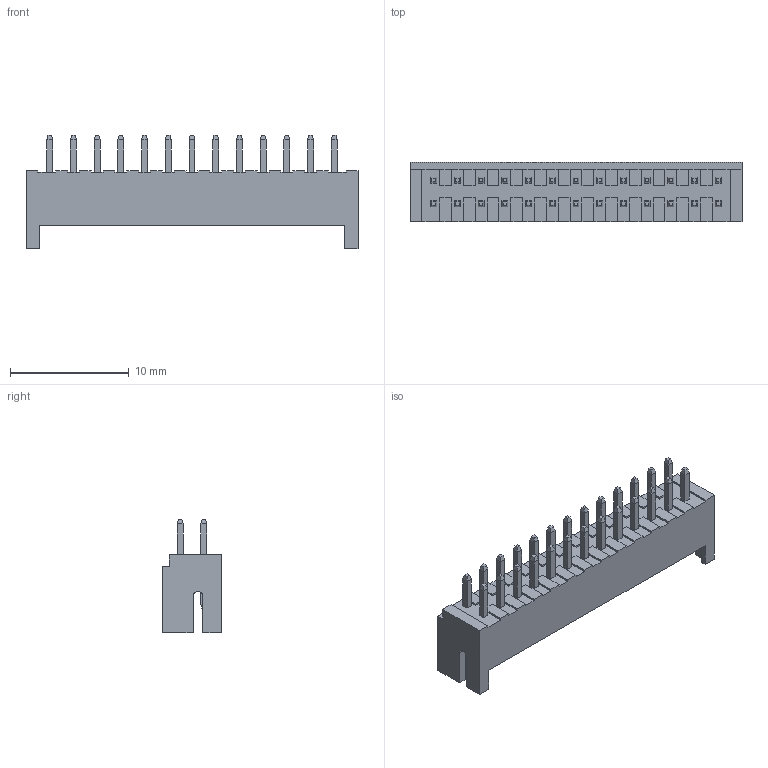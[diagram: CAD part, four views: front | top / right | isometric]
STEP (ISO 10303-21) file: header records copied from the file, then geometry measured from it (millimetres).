
FILE_DESCRIPTION(('OneSpaceDesigner STEP Export'),'2;1');
FILE_NAME('DF11-26DP-2DSA.stp','2007-03-22T 9:46:01',(''),(''),'OneSpace Designer STEP processor (Jan. 2003) for AP214(CD)(Solid Model)','OneSpace Designer 12.00 10-Sep-2003 (C) CoCreate Software GmbH','');
FILE_SCHEMA(('AUTOMOTIVE_DESIGN_CC2 {1 2 10303 214 -1 1 5 1}'));
Length unit declared in the file: millimetre
Products named in the file (2): DF11-26DP-2DSAÈª
Assembly tree (1 placements, depth 2):
  DF11-26DP-2DSAÈª
    DF11-26DP-2DSAÈª
Bounding box: 28 x 5 x 9.6 mm (x, y, z)
Volume: 331 mm3; surface area: 1136.7 mm2
Topology: 1 solids, 1 shells, 596 faces, 1418 edges, 876 vertices
Faces by surface type: plane 592, bspline 4
Entity records: 15864 total; most frequent: CARTESIAN_POINT 3078, ORIENTED_EDGE 2836, DIRECTION 2213, EDGE_CURVE 1418, VECTOR 1279, LINE 1279, VERTEX_POINT 876, EDGE_LOOP 648
